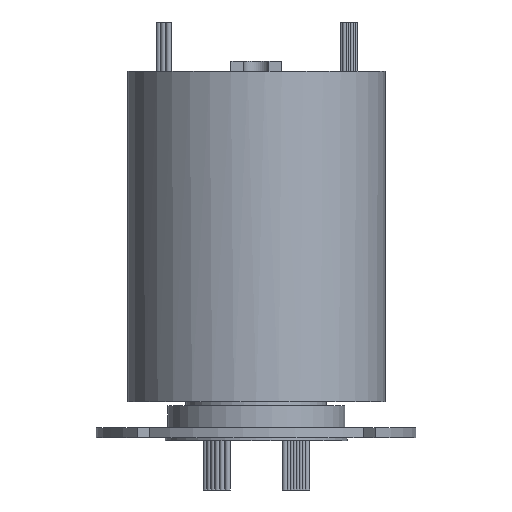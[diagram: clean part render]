
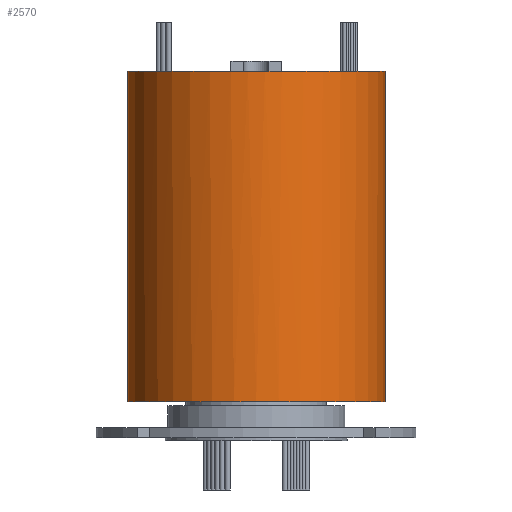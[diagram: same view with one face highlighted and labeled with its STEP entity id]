
A CAD part, front view. The second image highlights one B-rep face of the part: STEP entity #2570.
In plain terms, the highlighted cylindrical face has radius 49.5 mm (diameter 99 mm), a partial arc.
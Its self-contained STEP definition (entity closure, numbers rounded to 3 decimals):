
#361 = DIRECTION ( 'NONE',  ( 1., 0., 0. ) ) ;
#555 = VERTEX_POINT ( 'NONE', #5283 ) ;
#629 = ORIENTED_EDGE ( 'NONE', *, *, #9694, .F. ) ;
#642 = CARTESIAN_POINT ( 'NONE',  ( 0., 0., 141.8 ) ) ;
#757 = VERTEX_POINT ( 'NONE', #3978 ) ;
#831 = CARTESIAN_POINT ( 'NONE',  ( -49.5, 0., 141.8 ) ) ;
#916 = VERTEX_POINT ( 'NONE', #1292 ) ;
#957 = CARTESIAN_POINT ( 'NONE',  ( 49.5, 0., 141.8 ) ) ;
#1292 = CARTESIAN_POINT ( 'NONE',  ( 9.75, -48.53, 141.8 ) ) ;
#1417 = DIRECTION ( 'NONE',  ( 1., 0., 0. ) ) ;
#1420 = EDGE_CURVE ( 'NONE', #555, #6672, #2582, .T. ) ;
#1423 = CARTESIAN_POINT ( 'NONE',  ( -49.5, 0., 141.8 ) ) ;
#1491 = AXIS2_PLACEMENT_3D ( 'NONE', #7985, #3408, #8728 ) ;
#2032 = CARTESIAN_POINT ( 'NONE',  ( 0., 0., 141.8 ) ) ;
#2176 = EDGE_CURVE ( 'NONE', #916, #3773, #9234, .T. ) ;
#2269 = DIRECTION ( 'NONE',  ( 0., 0., 1. ) ) ;
#2417 = VECTOR ( 'NONE', #5427, 1000. ) ;
#2419 = LINE ( 'NONE', #6911, #6270 ) ;
#2570 = ADVANCED_FACE ( 'NONE', ( #2899 ), #4708, .T. ) ;
#2582 = CIRCLE ( 'NONE', #7846, 49.5 ) ;
#2878 = ORIENTED_EDGE ( 'NONE', *, *, #5711, .T. ) ;
#2899 = FACE_OUTER_BOUND ( 'NONE', #9112, .T. ) ;
#3101 = EDGE_CURVE ( 'NONE', #757, #916, #8734, .T. ) ;
#3408 = DIRECTION ( 'NONE',  ( 0., 0., 1. ) ) ;
#3490 = AXIS2_PLACEMENT_3D ( 'NONE', #6879, #2269, #7636 ) ;
#3533 = ORIENTED_EDGE ( 'NONE', *, *, #3541, .F. ) ;
#3541 = EDGE_CURVE ( 'NONE', #6019, #757, #6972, .T. ) ;
#3555 = DIRECTION ( 'NONE',  ( 0., 0., -1. ) ) ;
#3684 = AXIS2_PLACEMENT_3D ( 'NONE', #642, #6012, #1417 ) ;
#3773 = VERTEX_POINT ( 'NONE', #957 ) ;
#3978 = CARTESIAN_POINT ( 'NONE',  ( -9.75, -48.53, 141.8 ) ) ;
#4425 = ORIENTED_EDGE ( 'NONE', *, *, #1420, .T. ) ;
#4458 = LINE ( 'NONE', #831, #2417 ) ;
#4708 = CYLINDRICAL_SURFACE ( 'NONE', #8720, 49.5 ) ;
#4982 = DIRECTION ( 'NONE',  ( 0., 0., 1. ) ) ;
#5283 = CARTESIAN_POINT ( 'NONE',  ( -49.5, 0., 15. ) ) ;
#5427 = DIRECTION ( 'NONE',  ( 0., 0., -1. ) ) ;
#5711 = EDGE_CURVE ( 'NONE', #6019, #555, #4458, .T. ) ;
#5829 = CARTESIAN_POINT ( 'NONE',  ( 49.5, 0., 15. ) ) ;
#6012 = DIRECTION ( 'NONE',  ( 0., 0., 1. ) ) ;
#6019 = VERTEX_POINT ( 'NONE', #1423 ) ;
#6270 = VECTOR ( 'NONE', #9187, 1000. ) ;
#6672 = VERTEX_POINT ( 'NONE', #5829 ) ;
#6879 = CARTESIAN_POINT ( 'NONE',  ( 0., 0., 141.8 ) ) ;
#6911 = CARTESIAN_POINT ( 'NONE',  ( 49.5, 0., 141.8 ) ) ;
#6972 = CIRCLE ( 'NONE', #3684, 49.5 ) ;
#7292 = ORIENTED_EDGE ( 'NONE', *, *, #3101, .F. ) ;
#7412 = DIRECTION ( 'NONE',  ( -1., 0., 0. ) ) ;
#7636 = DIRECTION ( 'NONE',  ( 1., 0., 0. ) ) ;
#7846 = AXIS2_PLACEMENT_3D ( 'NONE', #9509, #4982, #361 ) ;
#7985 = CARTESIAN_POINT ( 'NONE',  ( 0., 0., 141.8 ) ) ;
#8720 = AXIS2_PLACEMENT_3D ( 'NONE', #2032, #3555, #7412 ) ;
#8728 = DIRECTION ( 'NONE',  ( 1., 0., 0. ) ) ;
#8734 = CIRCLE ( 'NONE', #1491, 49.5 ) ;
#9112 = EDGE_LOOP ( 'NONE', ( #629, #9399, #7292, #3533, #2878, #4425 ) ) ;
#9187 = DIRECTION ( 'NONE',  ( 0., 0., -1. ) ) ;
#9234 = CIRCLE ( 'NONE', #3490, 49.5 ) ;
#9399 = ORIENTED_EDGE ( 'NONE', *, *, #2176, .F. ) ;
#9509 = CARTESIAN_POINT ( 'NONE',  ( 0., 0., 15. ) ) ;
#9694 = EDGE_CURVE ( 'NONE', #3773, #6672, #2419, .T. ) ;
